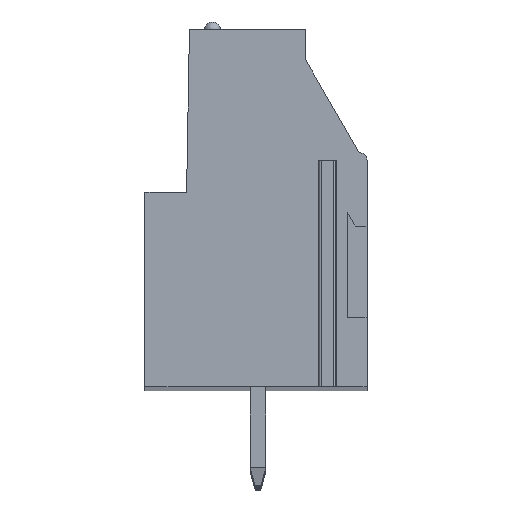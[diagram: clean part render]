
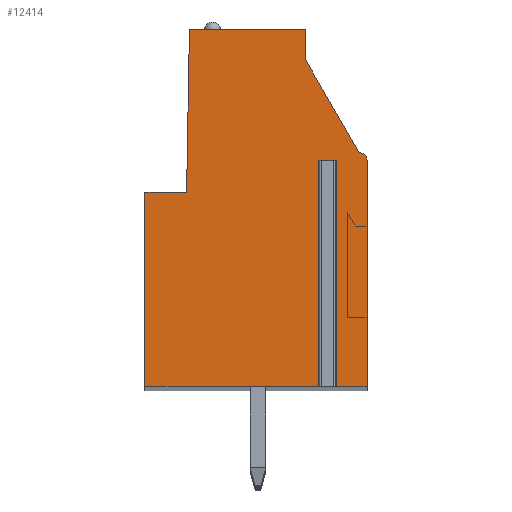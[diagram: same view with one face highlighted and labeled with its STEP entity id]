
A CAD part, top view. The second image highlights one B-rep face of the part: STEP entity #12414.
In plain terms, the highlighted planar face has unit normal (0, 0, 1).
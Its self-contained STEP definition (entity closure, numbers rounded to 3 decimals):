
#1380=DIRECTION('',(1.,0.,0.));
#1381=VECTOR('',#1380,0.5);
#1382=CARTESIAN_POINT('',(3.347,2.4,2.54));
#1383=LINE('',#1382,#1381);
#1384=DIRECTION('',(0.,1.,0.));
#1385=VECTOR('',#1384,11.4);
#1386=CARTESIAN_POINT('',(3.347,-9.,2.54));
#1387=LINE('',#1386,#1385);
#1388=DIRECTION('',(1.,0.,0.));
#1389=VECTOR('',#1388,8.95);
#1390=CARTESIAN_POINT('',(-5.603,-9.,2.54));
#1391=LINE('',#1390,#1389);
#1392=DIRECTION('',(0.,-1.,0.));
#1393=VECTOR('',#1392,9.8);
#1394=CARTESIAN_POINT('',(-5.603,0.8,2.54));
#1395=LINE('',#1394,#1393);
#1396=DIRECTION('',(-1.,0.,0.));
#1397=VECTOR('',#1396,2.1);
#1398=CARTESIAN_POINT('',(-3.503,0.8,2.54));
#1399=LINE('',#1398,#1397);
#1400=DIRECTION('',(-0.017,-1.,0.));
#1401=VECTOR('',#1400,8.201);
#1402=CARTESIAN_POINT('',(-3.36,9.,2.54));
#1403=LINE('',#1402,#1401);
#1404=DIRECTION('',(-1.,0.,0.));
#1405=VECTOR('',#1404,5.86);
#1406=CARTESIAN_POINT('',(2.5,9.,2.54));
#1407=LINE('',#1406,#1405);
#1408=DIRECTION('',(0.,1.,0.));
#1409=VECTOR('',#1408,1.523);
#1410=CARTESIAN_POINT('',(2.5,7.477,2.54));
#1411=LINE('',#1410,#1409);
#1412=DIRECTION('',(-0.5,0.866,0.));
#1413=VECTOR('',#1412,5.394);
#1414=CARTESIAN_POINT('',(5.197,2.805,2.54));
#1415=LINE('',#1414,#1413);
#1416=CARTESIAN_POINT('',(5.197,2.405,2.54));
#1417=DIRECTION('',(0.,0.,1.));
#1418=DIRECTION('',(1.,0.,0.));
#1419=AXIS2_PLACEMENT_3D('',#1416,#1417,#1418);
#1421=DIRECTION('',(0.,1.,0.));
#1422=VECTOR('',#1421,11.405);
#1423=CARTESIAN_POINT('',(5.597,-9.,2.54));
#1424=LINE('',#1423,#1422);
#1425=DIRECTION('',(1.,0.,0.));
#1426=VECTOR('',#1425,1.75);
#1427=CARTESIAN_POINT('',(3.847,-9.,2.54));
#1428=LINE('',#1427,#1426);
#1429=DIRECTION('',(0.,1.,0.));
#1430=VECTOR('',#1429,11.4);
#1431=CARTESIAN_POINT('',(3.847,-9.,2.54));
#1432=LINE('',#1431,#1430);
#9025=CARTESIAN_POINT('',(5.597,-9.,2.54));
#9026=CARTESIAN_POINT('',(5.597,2.405,2.54));
#9027=VERTEX_POINT('',#9025);
#9028=VERTEX_POINT('',#9026);
#9029=CARTESIAN_POINT('',(5.197,2.805,2.54));
#9030=VERTEX_POINT('',#9029);
#9031=CARTESIAN_POINT('',(2.5,7.477,2.54));
#9032=VERTEX_POINT('',#9031);
#9033=CARTESIAN_POINT('',(2.5,9.,2.54));
#9034=VERTEX_POINT('',#9033);
#9035=CARTESIAN_POINT('',(-3.36,9.,2.54));
#9036=VERTEX_POINT('',#9035);
#9037=CARTESIAN_POINT('',(-3.503,0.8,2.54));
#9038=VERTEX_POINT('',#9037);
#9039=CARTESIAN_POINT('',(-5.603,0.8,2.54));
#9040=VERTEX_POINT('',#9039);
#9041=CARTESIAN_POINT('',(-5.603,-9.,2.54));
#9042=VERTEX_POINT('',#9041);
#9079=CARTESIAN_POINT('',(3.347,2.4,2.54));
#9080=CARTESIAN_POINT('',(3.847,2.4,2.54));
#9081=VERTEX_POINT('',#9079);
#9082=VERTEX_POINT('',#9080);
#9083=CARTESIAN_POINT('',(3.347,-9.,2.54));
#9084=VERTEX_POINT('',#9083);
#9085=CARTESIAN_POINT('',(3.847,-9.,2.54));
#9086=VERTEX_POINT('',#9085);
#12391=CARTESIAN_POINT('',(0.,0.,2.54));
#12392=DIRECTION('',(0.,0.,1.));
#12393=DIRECTION('',(1.,0.,0.));
#12394=AXIS2_PLACEMENT_3D('',#12391,#12392,#12393);
#12395=PLANE('',#12394);
#12397=ORIENTED_EDGE('',*,*,#12396,.F.);
#12399=ORIENTED_EDGE('',*,*,#12398,.F.);
#12400=ORIENTED_EDGE('',*,*,#11453,.F.);
#12401=ORIENTED_EDGE('',*,*,#11808,.F.);
#12402=ORIENTED_EDGE('',*,*,#11822,.F.);
#12403=ORIENTED_EDGE('',*,*,#11836,.F.);
#12404=ORIENTED_EDGE('',*,*,#11850,.F.);
#12405=ORIENTED_EDGE('',*,*,#12104,.F.);
#12406=ORIENTED_EDGE('',*,*,#12118,.F.);
#12407=ORIENTED_EDGE('',*,*,#12132,.F.);
#12408=ORIENTED_EDGE('',*,*,#12145,.F.);
#12409=ORIENTED_EDGE('',*,*,#11465,.F.);
#12411=ORIENTED_EDGE('',*,*,#12410,.T.);
#12412=EDGE_LOOP('',(#12397,#12399,#12400,#12401,#12402,#12403,#12404,#12405,
#12406,#12407,#12408,#12409,#12411));
#12413=FACE_OUTER_BOUND('',#12412,.F.);
#1420=CIRCLE('',#1419,0.4);
#11453=EDGE_CURVE('',#9042,#9084,#1391,.T.);
#11465=EDGE_CURVE('',#9086,#9027,#1428,.T.);
#11808=EDGE_CURVE('',#9040,#9042,#1395,.T.);
#11822=EDGE_CURVE('',#9038,#9040,#1399,.T.);
#11836=EDGE_CURVE('',#9036,#9038,#1403,.T.);
#11850=EDGE_CURVE('',#9034,#9036,#1407,.T.);
#12104=EDGE_CURVE('',#9032,#9034,#1411,.T.);
#12118=EDGE_CURVE('',#9030,#9032,#1415,.T.);
#12132=EDGE_CURVE('',#9028,#9030,#1420,.T.);
#12145=EDGE_CURVE('',#9027,#9028,#1424,.T.);
#12396=EDGE_CURVE('',#9081,#9082,#1383,.T.);
#12398=EDGE_CURVE('',#9084,#9081,#1387,.T.);
#12410=EDGE_CURVE('',#9086,#9082,#1432,.T.);
#12414=ADVANCED_FACE('',(#12413),#12395,.T.);
